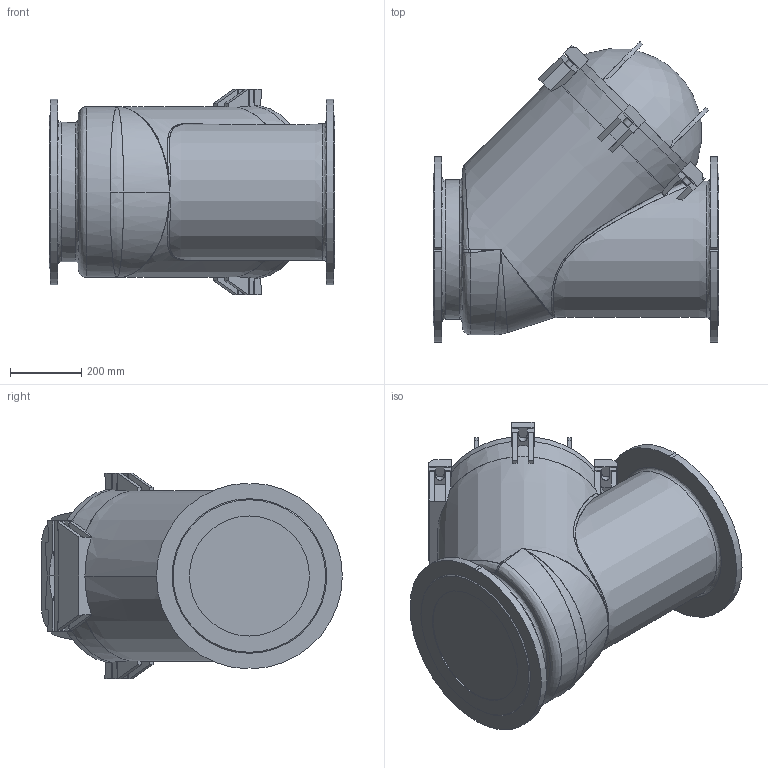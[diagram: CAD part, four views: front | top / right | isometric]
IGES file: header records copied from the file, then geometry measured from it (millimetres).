
Start section: SolidWorks IGES file using analytic representation for surfaces
Global section: file name: O_53_35_DN350_AA1_igs.igs; native system: SolidWorks 2012; preprocessor: SolidWorks 2012; author: pbm; date: 160512.085318; units: millimetre
Bounding box: 800 x 841.24 x 576 mm (x, y, z)
Surface area: 2439720.7 mm2 (no closed solid volume)
Topology: 0 solids, 0 shells, 242 faces, 1343 edges, 1322 vertices
Faces by surface type: bspline 190, revolution 52
